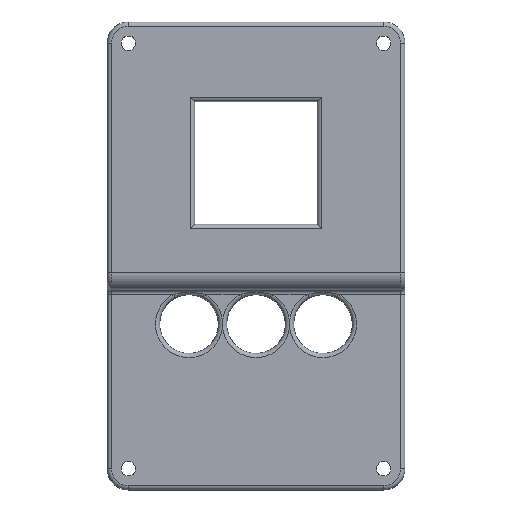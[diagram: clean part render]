
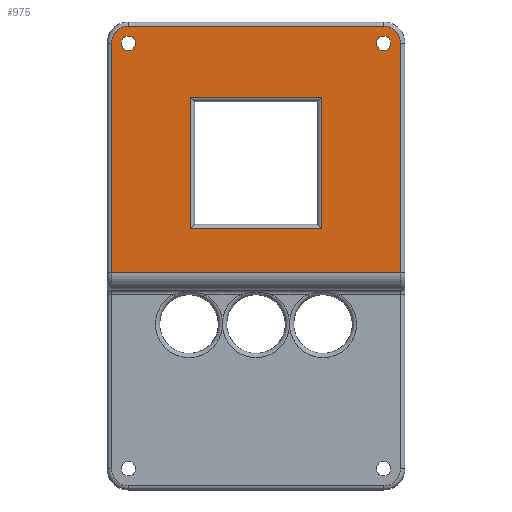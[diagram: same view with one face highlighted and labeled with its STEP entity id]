
A CAD part, top view. The second image highlights one B-rep face of the part: STEP entity #975.
In plain terms, the highlighted planar face has unit normal (0, 0, 1).
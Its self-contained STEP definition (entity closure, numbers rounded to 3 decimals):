
#37=FACE_BOUND('',#201,.T.);
#38=FACE_BOUND('',#202,.T.);
#39=FACE_BOUND('',#203,.T.);
#51=CIRCLE('',#1052,4.);
#52=CIRCLE('',#1053,4.);
#53=CIRCLE('',#1054,1.7);
#54=CIRCLE('',#1055,1.7);
#119=PLANE('',#1051);
#142=FACE_OUTER_BOUND('',#200,.T.);
#200=EDGE_LOOP('',(#672,#673,#674,#675,#676,#677));
#201=EDGE_LOOP('',(#678));
#202=EDGE_LOOP('',(#679));
#203=EDGE_LOOP('',(#680,#681,#682,#683));
#270=LINE('',#1492,#340);
#272=LINE('',#1500,#342);
#274=LINE('',#1506,#344);
#277=LINE('',#1512,#347);
#283=LINE('',#1526,#353);
#284=LINE('',#1528,#354);
#285=LINE('',#1532,#355);
#286=LINE('',#1535,#356);
#340=VECTOR('',#1170,10.);
#342=VECTOR('',#1178,10.);
#344=VECTOR('',#1184,10.);
#347=VECTOR('',#1191,10.);
#353=VECTOR('',#1203,10.);
#354=VECTOR('',#1204,10.);
#355=VECTOR('',#1207,10.);
#356=VECTOR('',#1210,10.);
#410=VERTEX_POINT('',#1490);
#411=VERTEX_POINT('',#1491);
#414=VERTEX_POINT('',#1499);
#416=VERTEX_POINT('',#1505);
#421=VERTEX_POINT('',#1524);
#422=VERTEX_POINT('',#1525);
#423=VERTEX_POINT('',#1527);
#424=VERTEX_POINT('',#1529);
#425=VERTEX_POINT('',#1531);
#426=VERTEX_POINT('',#1533);
#427=VERTEX_POINT('',#1536);
#428=VERTEX_POINT('',#1538);
#500=EDGE_CURVE('',#410,#411,#270,.T.);
#504=EDGE_CURVE('',#411,#414,#272,.T.);
#507=EDGE_CURVE('',#414,#416,#274,.T.);
#511=EDGE_CURVE('',#416,#410,#277,.T.);
#517=EDGE_CURVE('',#421,#422,#283,.T.);
#518=EDGE_CURVE('',#423,#421,#284,.T.);
#519=EDGE_CURVE('',#424,#423,#51,.T.);
#520=EDGE_CURVE('',#425,#424,#285,.T.);
#521=EDGE_CURVE('',#426,#425,#52,.T.);
#522=EDGE_CURVE('',#422,#426,#286,.T.);
#523=EDGE_CURVE('',#427,#427,#53,.T.);
#524=EDGE_CURVE('',#428,#428,#54,.T.);
#672=ORIENTED_EDGE('',*,*,#517,.F.);
#673=ORIENTED_EDGE('',*,*,#518,.F.);
#674=ORIENTED_EDGE('',*,*,#519,.F.);
#675=ORIENTED_EDGE('',*,*,#520,.F.);
#676=ORIENTED_EDGE('',*,*,#521,.F.);
#677=ORIENTED_EDGE('',*,*,#522,.F.);
#678=ORIENTED_EDGE('',*,*,#523,.T.);
#679=ORIENTED_EDGE('',*,*,#524,.T.);
#680=ORIENTED_EDGE('',*,*,#500,.F.);
#681=ORIENTED_EDGE('',*,*,#511,.F.);
#682=ORIENTED_EDGE('',*,*,#507,.F.);
#683=ORIENTED_EDGE('',*,*,#504,.F.);
#975=ADVANCED_FACE('',(#142,#37,#38,#39),#119,.T.);
#1051=AXIS2_PLACEMENT_3D('',#1523,#1201,#1202);
#1052=AXIS2_PLACEMENT_3D('',#1530,#1205,#1206);
#1053=AXIS2_PLACEMENT_3D('',#1534,#1208,#1209);
#1054=AXIS2_PLACEMENT_3D('',#1537,#1211,#1212);
#1055=AXIS2_PLACEMENT_3D('',#1539,#1213,#1214);
#1170=DIRECTION('',(0.,1.,0.));
#1178=DIRECTION('',(-1.,0.,0.));
#1184=DIRECTION('',(0.,-1.,0.));
#1191=DIRECTION('',(1.,0.,0.));
#1201=DIRECTION('center_axis',(0.,0.,1.));
#1202=DIRECTION('ref_axis',(1.,0.,0.));
#1203=DIRECTION('',(-1.,0.,0.));
#1204=DIRECTION('',(0.,-1.,0.));
#1205=DIRECTION('center_axis',(0.,0.,-1.));
#1206=DIRECTION('ref_axis',(0.707,0.707,0.));
#1207=DIRECTION('',(1.,0.,0.));
#1208=DIRECTION('center_axis',(0.,0.,-1.));
#1209=DIRECTION('ref_axis',(-0.707,0.707,0.));
#1210=DIRECTION('',(0.,1.,0.));
#1211=DIRECTION('center_axis',(0.,0.,-1.));
#1212=DIRECTION('ref_axis',(1.,0.,0.));
#1213=DIRECTION('center_axis',(0.,0.,-1.));
#1214=DIRECTION('ref_axis',(1.,0.,0.));
#1490=CARTESIAN_POINT('',(50.43,61.44,11.5));
#1491=CARTESIAN_POINT('',(50.43,92.3,11.5));
#1492=CARTESIAN_POINT('',(50.43,69.65,11.5));
#1499=CARTESIAN_POINT('',(19.57,92.3,11.5));
#1500=CARTESIAN_POINT('',(27.785,92.3,11.5));
#1505=CARTESIAN_POINT('',(19.57,61.44,11.5));
#1506=CARTESIAN_POINT('',(19.57,55.22,11.5));
#1512=CARTESIAN_POINT('',(42.215,61.44,11.5));
#1523=CARTESIAN_POINT('Origin',(35.,48.,11.5));
#1524=CARTESIAN_POINT('',(69.,51.,11.5));
#1525=CARTESIAN_POINT('',(1.,51.,11.5));
#1526=CARTESIAN_POINT('',(17.5,51.,11.5));
#1527=CARTESIAN_POINT('',(69.,105.,11.5));
#1528=CARTESIAN_POINT('',(69.,24.,11.5));
#1529=CARTESIAN_POINT('',(65.,109.,11.5));
#1530=CARTESIAN_POINT('Origin',(65.,105.,11.5));
#1531=CARTESIAN_POINT('',(5.,109.,11.5));
#1532=CARTESIAN_POINT('',(52.5,109.,11.5));
#1533=CARTESIAN_POINT('',(1.,105.,11.5));
#1534=CARTESIAN_POINT('Origin',(5.,105.,11.5));
#1535=CARTESIAN_POINT('',(1.,47.5,11.5));
#1536=CARTESIAN_POINT('',(63.3,105.,11.5));
#1537=CARTESIAN_POINT('Origin',(65.,105.,11.5));
#1538=CARTESIAN_POINT('',(3.3,105.,11.5));
#1539=CARTESIAN_POINT('Origin',(5.,105.,11.5));
